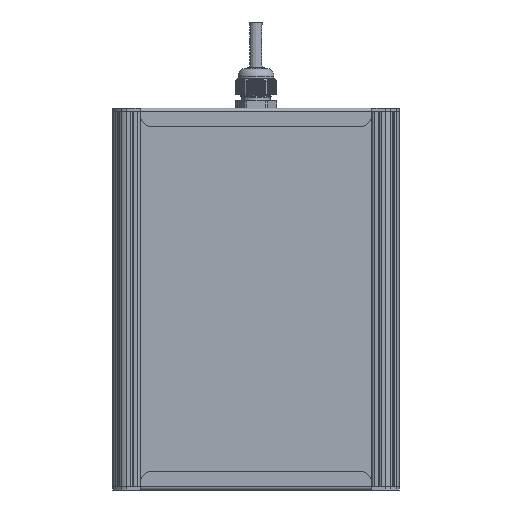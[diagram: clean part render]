
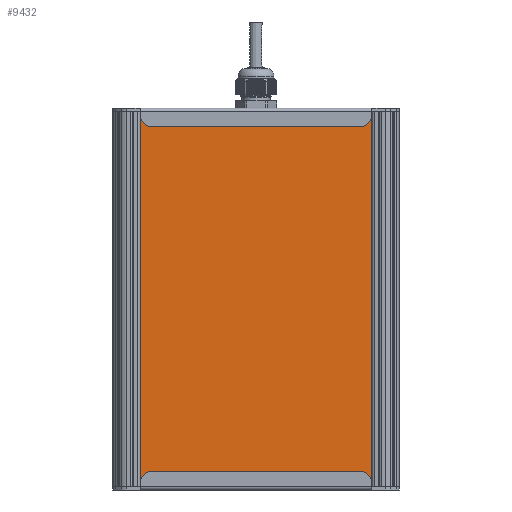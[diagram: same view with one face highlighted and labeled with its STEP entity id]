
A CAD part, front view. The second image highlights one B-rep face of the part: STEP entity #9432.
In plain terms, the highlighted face is planar.
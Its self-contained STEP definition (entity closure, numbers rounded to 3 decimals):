
#9432=ADVANCED_FACE('',(#24965),#24967,.T.);
#24965=FACE_BOUND('',#24966,.T.);
#24966=EDGE_LOOP('',(#55718,#55719,#55720,#55721));
#24967=PLANE('',#24968);
#24968=AXIS2_PLACEMENT_3D('',#24969,#24970,#24971);
#24969=CARTESIAN_POINT('',(2111.497,401.002,-34.582));
#24970=DIRECTION('',(0.,0.,-1.));
#24971=DIRECTION('',(0.,1.,0.));
#55718=ORIENTED_EDGE('',*,*,#64651,.T.);
#55719=ORIENTED_EDGE('',*,*,#64650,.F.);
#55720=ORIENTED_EDGE('',*,*,#64652,.F.);
#55721=ORIENTED_EDGE('',*,*,#64653,.T.);
#64650=EDGE_CURVE('',#71416,#71414,#71418,.T.);
#64651=EDGE_CURVE('',#71419,#71414,#71420,.T.);
#64652=EDGE_CURVE('',#71421,#71416,#71422,.T.);
#64653=EDGE_CURVE('',#71421,#71419,#71423,.T.);
#71414=VERTEX_POINT('',#91074);
#71416=VERTEX_POINT('',#91078);
#71418=LINE('',#91082,#91083);
#71419=VERTEX_POINT('',#91085);
#71420=LINE('',#91086,#91087);
#71421=VERTEX_POINT('',#91089);
#71422=LINE('',#91090,#91091);
#71423=LINE('',#91093,#91094);
#91074=CARTESIAN_POINT('',(2357.497,401.002,-34.582));
#91078=CARTESIAN_POINT('',(2111.497,401.002,-34.582));
#91082=CARTESIAN_POINT('',(2111.497,401.002,-34.582));
#91083=VECTOR('',#91084,1.);
#91084=DIRECTION('',(1.,0.,0.));
#91085=CARTESIAN_POINT('',(2357.497,565.13,-34.582));
#91086=CARTESIAN_POINT('',(2357.497,565.13,-34.582));
#91087=VECTOR('',#91088,1.);
#91088=DIRECTION('',(0.,-1.,0.));
#91089=CARTESIAN_POINT('',(2111.497,565.13,-34.582));
#91090=CARTESIAN_POINT('',(2111.497,565.13,-34.582));
#91091=VECTOR('',#91092,1.);
#91092=DIRECTION('',(0.,-1.,0.));
#91093=CARTESIAN_POINT('',(2111.497,565.13,-34.582));
#91094=VECTOR('',#91095,1.);
#91095=DIRECTION('',(1.,0.,0.));
